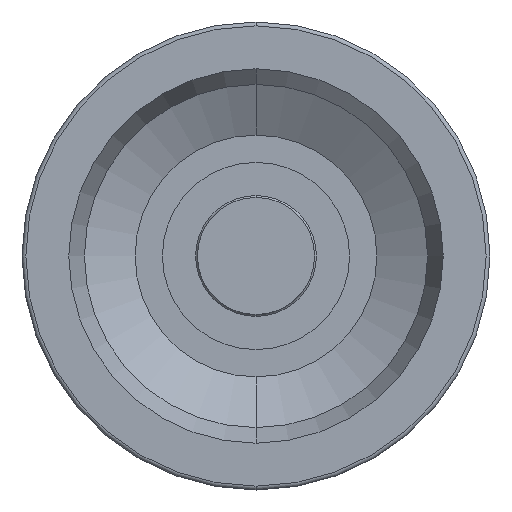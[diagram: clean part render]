
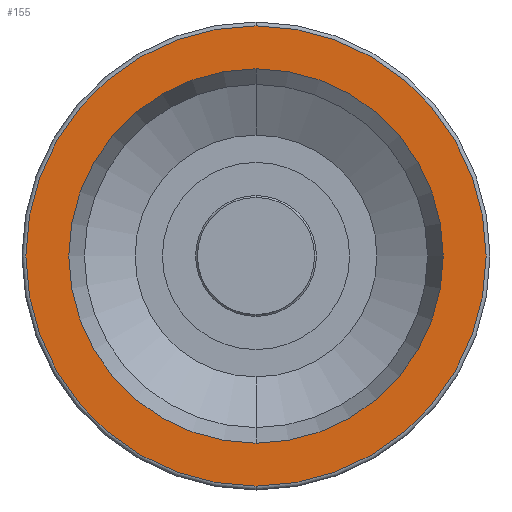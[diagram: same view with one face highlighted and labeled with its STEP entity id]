
A CAD part, front view. The second image highlights one B-rep face of the part: STEP entity #155.
In plain terms, the highlighted planar face has unit normal (0, -1, 0).
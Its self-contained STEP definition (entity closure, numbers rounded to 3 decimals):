
#109 = VERTEX_POINT ( 'NONE', #554 ) ;
#111 = EDGE_CURVE ( 'NONE', #112, #109, #553, .T. ) ;
#112 = VERTEX_POINT ( 'NONE', #548 ) ;
#131 = EDGE_LOOP ( 'NONE', ( #132, #133 ) ) ;
#132 = ORIENTED_EDGE ( 'NONE', *, *, #1659, .T. ) ;
#133 = ORIENTED_EDGE ( 'NONE', *, *, #134, .T. ) ;
#134 = EDGE_CURVE ( 'NONE', #1660, #1654, #578, .T. ) ;
#135 = EDGE_LOOP ( 'NONE', ( #136, #137 ) ) ;
#136 = ORIENTED_EDGE ( 'NONE', *, *, #111, .T. ) ;
#137 = ORIENTED_EDGE ( 'NONE', *, *, #138, .T. ) ;
#138 = EDGE_CURVE ( 'NONE', #109, #112, #573, .T. ) ;
#155 = ADVANCED_FACE ( 'NONE', ( #604, #603 ), #601, .T. ) ;
#344 = DIRECTION ( 'NONE',  ( 0., 0., 1. ) ) ;
#548 = CARTESIAN_POINT ( 'NONE',  ( 0., 0., -24. ) ) ;
#549 = DIRECTION ( 'NONE',  ( 0., 0., 1. ) ) ;
#550 = DIRECTION ( 'NONE',  ( 0., 1., 0. ) ) ;
#551 = CARTESIAN_POINT ( 'NONE',  ( 0., 0., 0. ) ) ;
#552 = AXIS2_PLACEMENT_3D ( 'NONE', #551, #550, #549 ) ;
#553 = CIRCLE ( 'NONE', #552, 24. ) ;
#554 = CARTESIAN_POINT ( 'NONE',  ( 0., 0., 24. ) ) ;
#570 = DIRECTION ( 'NONE',  ( 0., 1., 0. ) ) ;
#571 = CARTESIAN_POINT ( 'NONE',  ( 0., 0., 0. ) ) ;
#572 = AXIS2_PLACEMENT_3D ( 'NONE', #571, #570, #344 ) ;
#573 = CIRCLE ( 'NONE', #572, 24. ) ;
#574 = DIRECTION ( 'NONE',  ( 0., 0., -1. ) ) ;
#575 = DIRECTION ( 'NONE',  ( 0., -1., 0. ) ) ;
#576 = CARTESIAN_POINT ( 'NONE',  ( 0., 0., 0. ) ) ;
#577 = AXIS2_PLACEMENT_3D ( 'NONE', #576, #575, #574 ) ;
#578 = CIRCLE ( 'NONE', #577, 29.5 ) ;
#600 = AXIS2_PLACEMENT_3D ( 'NONE', #665, #664, #663 ) ;
#601 = PLANE ( 'NONE',  #600 ) ;
#603 = FACE_BOUND ( 'NONE', #135, .T. ) ;
#604 = FACE_OUTER_BOUND ( 'NONE', #131, .T. ) ;
#663 = DIRECTION ( 'NONE',  ( 0., 0., -1. ) ) ;
#664 = DIRECTION ( 'NONE',  ( 0., -1., 0. ) ) ;
#665 = CARTESIAN_POINT ( 'NONE',  ( -30., 0., 0. ) ) ;
#1123 = CARTESIAN_POINT ( 'NONE',  ( 0., 0., 29.5 ) ) ;
#1124 = DIRECTION ( 'NONE',  ( 0., 0., -1. ) ) ;
#1125 = DIRECTION ( 'NONE',  ( 0., -1., 0. ) ) ;
#1126 = CARTESIAN_POINT ( 'NONE',  ( 0., 0., 0. ) ) ;
#1127 = AXIS2_PLACEMENT_3D ( 'NONE', #1126, #1125, #1124 ) ;
#1128 = CIRCLE ( 'NONE', #1127, 29.5 ) ;
#1129 = CARTESIAN_POINT ( 'NONE',  ( 0., 0., -29.5 ) ) ;
#1654 = VERTEX_POINT ( 'NONE', #1129 ) ;
#1659 = EDGE_CURVE ( 'NONE', #1654, #1660, #1128, .T. ) ;
#1660 = VERTEX_POINT ( 'NONE', #1123 ) ;
